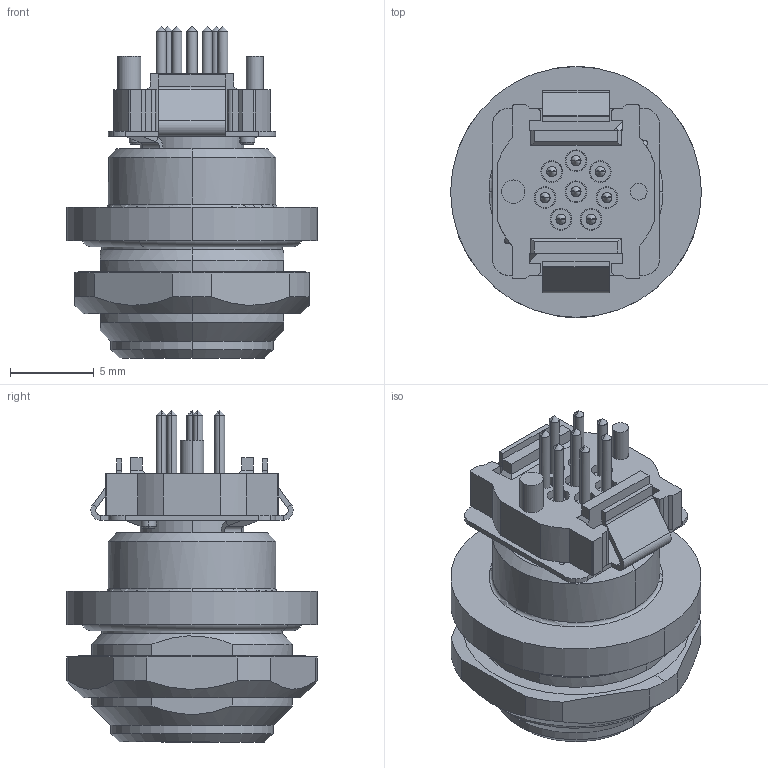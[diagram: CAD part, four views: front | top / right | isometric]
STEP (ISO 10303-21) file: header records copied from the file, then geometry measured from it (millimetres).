
FILE_DESCRIPTION(('CATIA V5R24 STEP','CAx-IF Rec.Pracs.--- Model Styling and Organization---1.2---2011-12-15'),'2;1');
FILE_NAME ('D1461885_0_2423370000_2423370000.stp','2017-05-30T04:55:38+00:00',('none'),('Weidmueller'),'CATIA Version 5-6 Release 2014 SP4 HF52','CATIA V5 STEP AP214','none');
FILE_SCHEMA(('AUTOMOTIVE_DESIGN { 1 0 10303 214 1 1 1 1 }'));
Length unit declared in the file: millimetre
Products named in the file (1): 2423370000
Bounding box: 15 x 15 x 19.85 mm (x, y, z)
Volume: 1594.7 mm3; surface area: 2204.5 mm2
Topology: 5 solids, 5 shells, 429 faces, 1053 edges, 658 vertices
Faces by surface type: plane 185, cylinder 171, cone 56, torus 17
Entity records: 13339 total; most frequent: CARTESIAN_POINT 3630, ORIENTED_EDGE 2074, DIRECTION 1729, EDGE_CURVE 1037, AXIS2_PLACEMENT_3D 747, VERTEX_POINT 658, VECTOR 569, LINE 569
